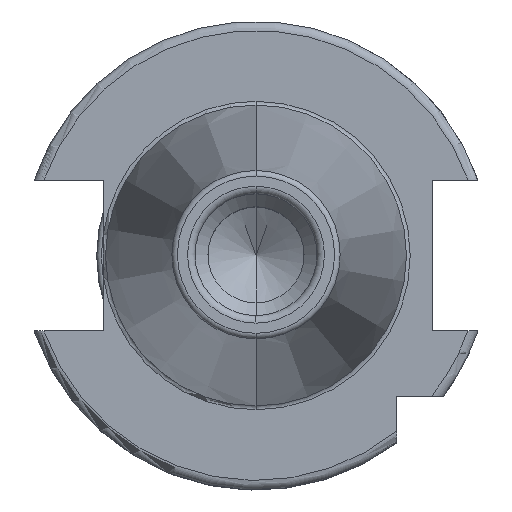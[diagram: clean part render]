
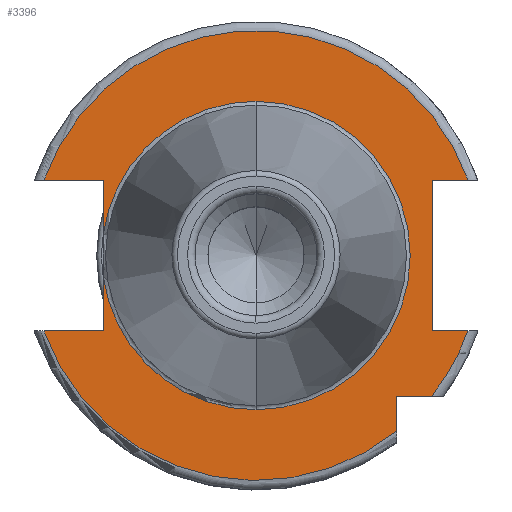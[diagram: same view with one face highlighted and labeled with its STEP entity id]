
A CAD part, top view. The second image highlights one B-rep face of the part: STEP entity #3396.
In plain terms, the highlighted planar face has unit normal (0, 0, 1).
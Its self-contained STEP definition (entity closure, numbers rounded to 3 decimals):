
#1206=CARTESIAN_POINT('',(0,0,15.9));
#1207=DIRECTION('',(0,0,1));
#1208=DIRECTION('',(0.942,0.335,0));
#1209=AXIS2_PLACEMENT_3D('',#1206,#1207,#1208);
#1257=CARTESIAN_POINT('',(0,0,15.9));
#1258=DIRECTION('',(0,0,1));
#1259=DIRECTION('',(-0.942,-0.335,0));
#1260=AXIS2_PLACEMENT_3D('',#1257,#1258,#1259);
#1273=DIRECTION('',(1,0,0));
#1274=VECTOR('',#1273,6.31);
#1275=CARTESIAN_POINT('',(-22.61,-8.05,15.9));
#1276=LINE('',#1275,#1274);
#1277=DIRECTION('',(0,1,0));
#1278=VECTOR('',#1277,5.834);
#1279=CARTESIAN_POINT('',(-16.3,-8.05,15.9));
#1280=LINE('',#1279,#1278);
#1281=DIRECTION('',(0,1,0));
#1282=VECTOR('',#1281,5.834);
#1283=CARTESIAN_POINT('',(-16.3,2.216,15.9));
#1284=LINE('',#1283,#1282);
#1285=DIRECTION('',(1,0,0));
#1286=VECTOR('',#1285,6.31);
#1287=CARTESIAN_POINT('',(-22.61,8.05,15.9));
#1288=LINE('',#1287,#1286);
#1289=DIRECTION('',(-1,0,0));
#1290=VECTOR('',#1289,3.81);
#1291=CARTESIAN_POINT('',(22.61,8.05,15.9));
#1292=LINE('',#1291,#1290);
#1293=DIRECTION('',(0,-1,0));
#1294=VECTOR('',#1293,16.1);
#1295=CARTESIAN_POINT('',(18.8,8.05,15.9));
#1296=LINE('',#1295,#1294);
#1297=DIRECTION('',(-1,0,0));
#1298=VECTOR('',#1297,3.81);
#1299=CARTESIAN_POINT('',(22.61,-8.05,15.9));
#1300=LINE('',#1299,#1298);
#1301=CARTESIAN_POINT('',(0,0,15.9));
#1302=DIRECTION('',(0,0,1));
#1303=DIRECTION('',(0.781,-0.625,0));
#1304=AXIS2_PLACEMENT_3D('',#1301,#1302,#1303);
#1306=DIRECTION('',(-1,0,0));
#1307=VECTOR('',#1306,3.735);
#1308=CARTESIAN_POINT('',(18.735,-15,15.9));
#1309=LINE('',#1308,#1307);
#1310=DIRECTION('',(0,1,0));
#1311=VECTOR('',#1310,3.735);
#1312=CARTESIAN_POINT('',(15,-18.735,15.9));
#1313=LINE('',#1312,#1311);
#1325=CARTESIAN_POINT('',(0,0,15.9));
#1326=DIRECTION('',(0,0,1));
#1327=DIRECTION('',(0,1,0));
#1328=AXIS2_PLACEMENT_3D('',#1325,#1326,#1327);
#1340=CARTESIAN_POINT('',(0,0,15.9));
#1341=DIRECTION('',(0,0,1));
#1342=DIRECTION('',(-0.991,-0.135,0));
#1343=AXIS2_PLACEMENT_3D('',#1340,#1341,#1342);
#1345=CARTESIAN_POINT('',(0,0,15.9));
#1346=DIRECTION('',(0,0,-1));
#1347=DIRECTION('',(0,1,0));
#1348=AXIS2_PLACEMENT_3D('',#1345,#1346,#1347);
#1746=CARTESIAN_POINT('',(0,16.45,15.9));
#1748=VERTEX_POINT('',#1746);
#1770=CARTESIAN_POINT('',(0,-16.45,15.9));
#1772=VERTEX_POINT('',#1770);
#1882=CARTESIAN_POINT('',(-22.61,-8.05,15.9));
#1883=CARTESIAN_POINT('',(-16.3,-8.05,15.9));
#1884=VERTEX_POINT('',#1882);
#1885=VERTEX_POINT('',#1883);
#1886=CARTESIAN_POINT('',(-16.3,-2.216,15.9));
#1887=VERTEX_POINT('',#1886);
#1888=CARTESIAN_POINT('',(-16.3,2.216,15.9));
#1889=CARTESIAN_POINT('',(-16.3,8.05,15.9));
#1890=VERTEX_POINT('',#1888);
#1891=VERTEX_POINT('',#1889);
#1892=CARTESIAN_POINT('',(-22.61,8.05,15.9));
#1893=VERTEX_POINT('',#1892);
#1894=CARTESIAN_POINT('',(18.8,8.05,15.9));
#1895=CARTESIAN_POINT('',(18.8,-8.05,15.9));
#1896=VERTEX_POINT('',#1894);
#1897=VERTEX_POINT('',#1895);
#1898=CARTESIAN_POINT('',(22.61,-8.05,15.9));
#1899=VERTEX_POINT('',#1898);
#1900=CARTESIAN_POINT('',(22.61,8.05,15.9));
#1901=VERTEX_POINT('',#1900);
#1902=CARTESIAN_POINT('',(15,-18.735,15.9));
#1903=CARTESIAN_POINT('',(15,-15,15.9));
#1904=VERTEX_POINT('',#1902);
#1905=VERTEX_POINT('',#1903);
#1906=CARTESIAN_POINT('',(18.735,-15,15.9));
#1907=VERTEX_POINT('',#1906);
#3368=CARTESIAN_POINT('',(0,0,15.9));
#3369=DIRECTION('',(0,0,-1));
#3370=DIRECTION('',(0,-1,0));
#3371=AXIS2_PLACEMENT_3D('',#3368,#3369,#3370);
#3372=PLANE('',#3371);
#3374=ORIENTED_EDGE('',*,*,#3373,.T.);
#3375=ORIENTED_EDGE('',*,*,#2870,.T.);
#3377=ORIENTED_EDGE('',*,*,#3376,.T.);
#3379=ORIENTED_EDGE('',*,*,#3378,.F.);
#3381=ORIENTED_EDGE('',*,*,#3380,.T.);
#3382=ORIENTED_EDGE('',*,*,#2866,.T.);
#3383=ORIENTED_EDGE('',*,*,#2901,.F.);
#3384=ORIENTED_EDGE('',*,*,#3345,.F.);
#3386=ORIENTED_EDGE('',*,*,#3385,.T.);
#3388=ORIENTED_EDGE('',*,*,#3387,.T.);
#3389=ORIENTED_EDGE('',*,*,#2974,.F.);
#3390=ORIENTED_EDGE('',*,*,#3335,.F.);
#3391=ORIENTED_EDGE('',*,*,#3032,.T.);
#3392=ORIENTED_EDGE('',*,*,#3075,.F.);
#3393=ORIENTED_EDGE('',*,*,#3362,.F.);
#3394=EDGE_LOOP('',(#3374,#3375,#3377,#3379,#3381,#3382,#3383,#3384,#3386,#3388,
#3389,#3390,#3391,#3392,#3393));
#3395=FACE_OUTER_BOUND('',#3394,.F.);
#3396=ADVANCED_FACE('',(#3395),#3372,.F.);
#1210=CIRCLE('',#1209,24);
#1261=CIRCLE('',#1260,24);
#1305=CIRCLE('',#1304,24);
#1329=CIRCLE('',#1328,16.45);
#1344=CIRCLE('',#1343,16.45);
#1349=CIRCLE('',#1348,16.45);
#2866=EDGE_CURVE('',#1890,#1891,#1284,.T.);
#2870=EDGE_CURVE('',#1885,#1887,#1280,.T.);
#2901=EDGE_CURVE('',#1893,#1891,#1288,.T.);
#2974=EDGE_CURVE('',#1899,#1897,#1300,.T.);
#3032=EDGE_CURVE('',#1907,#1905,#1309,.T.);
#3075=EDGE_CURVE('',#1904,#1905,#1313,.T.);
#3335=EDGE_CURVE('',#1907,#1899,#1305,.T.);
#3345=EDGE_CURVE('',#1901,#1893,#1210,.T.);
#3362=EDGE_CURVE('',#1884,#1904,#1261,.T.);
#3373=EDGE_CURVE('',#1884,#1885,#1276,.T.);
#3376=EDGE_CURVE('',#1887,#1772,#1344,.T.);
#3378=EDGE_CURVE('',#1748,#1772,#1349,.T.);
#3380=EDGE_CURVE('',#1748,#1890,#1329,.T.);
#3385=EDGE_CURVE('',#1901,#1896,#1292,.T.);
#3387=EDGE_CURVE('',#1896,#1897,#1296,.T.);
